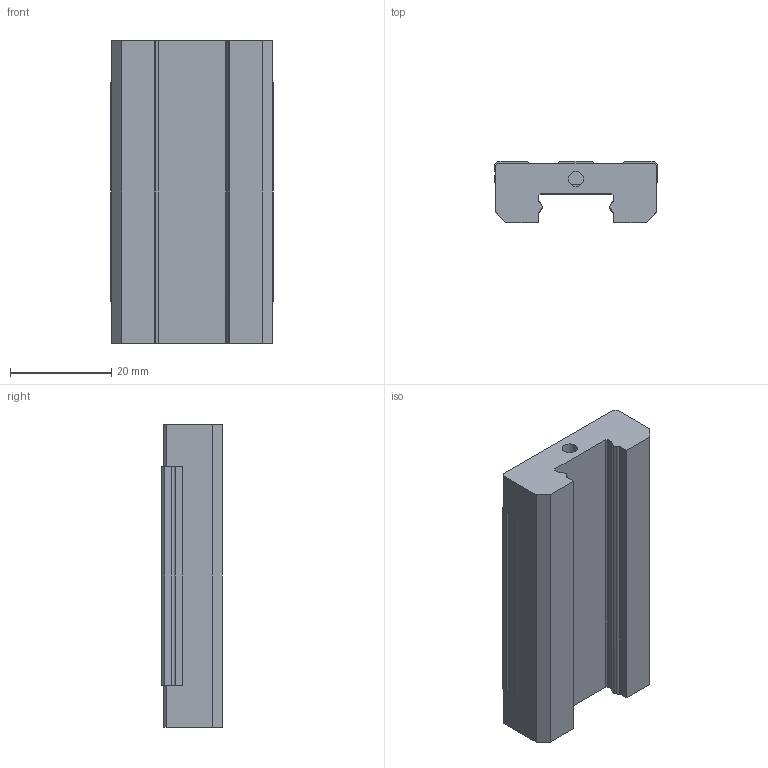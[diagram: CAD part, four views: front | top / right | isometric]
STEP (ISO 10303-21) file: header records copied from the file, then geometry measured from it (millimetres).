
FILE_DESCRIPTION(/* description */ (''),/* implementation_level */ '2;1');
FILE_NAME(/* name */ 'MB15SL.stp',/* time_stamp */ '2015-06-18T17:09:04+08:00',/* author */ ('carryzheng'),/* organization */ (''),/* preprocessor_version */ 'ST-DEVELOPER v15.6',/* originating_system */ 'Autodesk Inventor 2015',/* authorisation */ '');
FILE_SCHEMA (('AUTOMOTIVE_DESIGN { 1 0 10303 214 3 1 1 }'));
Length unit declared in the file: millimetre
Products named in the file (2): MB15SL-GGX-0A; MB15SL
Assembly tree (1 placements, depth 2):
  MB15SL
    MB15SL-GGX-0A
Bounding box: 32 x 12 x 59.8 mm (x, y, z)
Volume: 17126.6 mm3; surface area: 6717.6 mm2
Topology: 1 solids, 1 shells, 117 faces, 300 edges, 196 vertices
Faces by surface type: plane 70, cylinder 23, bspline 16, cone 8
Full cylindrical faces by diameter (mm): 2.5 x4, 3 x6
Entity records: 4049 total; most frequent: CARTESIAN_POINT 1333, ORIENTED_EDGE 552, DIRECTION 508, EDGE_CURVE 276, VERTEX_POINT 190, LINE 188, VECTOR 188, AXIS2_PLACEMENT_3D 160
